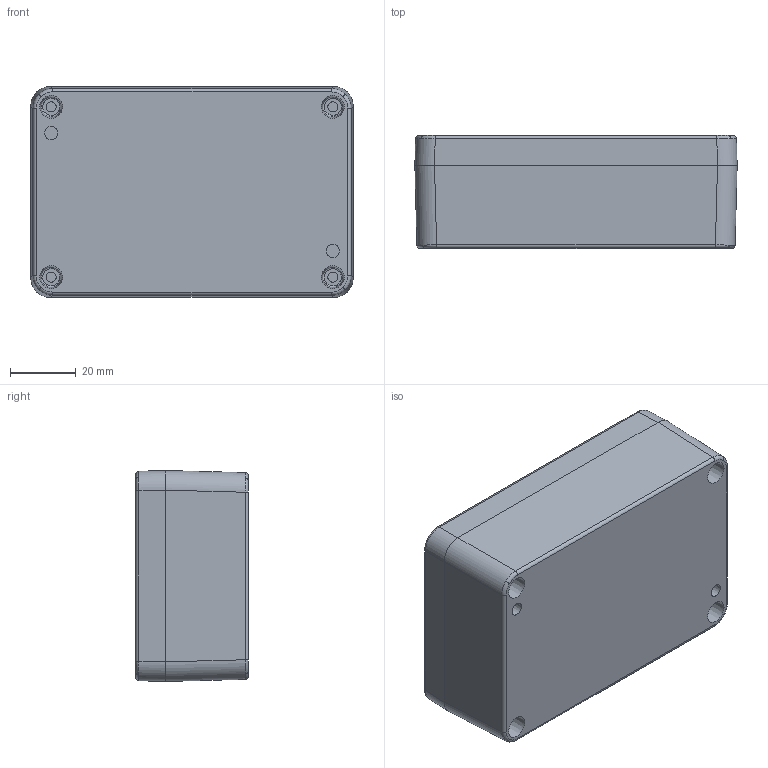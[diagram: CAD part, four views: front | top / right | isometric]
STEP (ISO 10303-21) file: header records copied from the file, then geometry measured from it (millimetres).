
FILE_DESCRIPTION (( 'STEP AP203' ), '1' );
FILE_NAME ('1590Z062GY.step', '2020-11-14T20:03:17', ( 'ADC123' ), ( 'Microsoft' ), 'SwSTEP 2.0', 'SolidWorks 2019', '' );
FILE_SCHEMA (( 'CONFIG_CONTROL_DESIGN' ));
Length unit declared in the file: inch
Products named in the file (1): 1590Z062GY
Bounding box: 98.4 x 34.4 x 64.4 mm (x, y, z)
Volume: 74973.6 mm3; surface area: 52284.6 mm2
Topology: 7 solids, 7 shells, 1387 faces, 3542 edges, 2249 vertices
Faces by surface type: bspline 656, plane 421, cylinder 164, cone 146
Full cylindrical faces by diameter (mm): 3.42 x4, 3.82 x4
Entity records: 71568 total; most frequent: CARTESIAN_POINT 43409, ORIENTED_EDGE 6894, DIRECTION 3846, EDGE_CURVE 3447, VERTEX_POINT 2232, EDGE_LOOP 1567, B_SPLINE_CURVE_WITH_KNOTS 1555, FACE_OUTER_BOUND 1409
